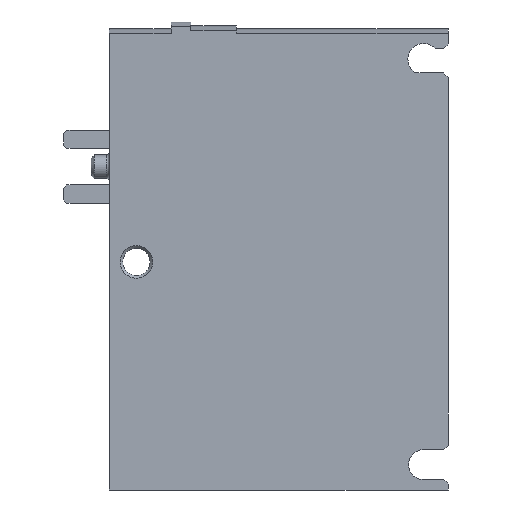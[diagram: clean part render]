
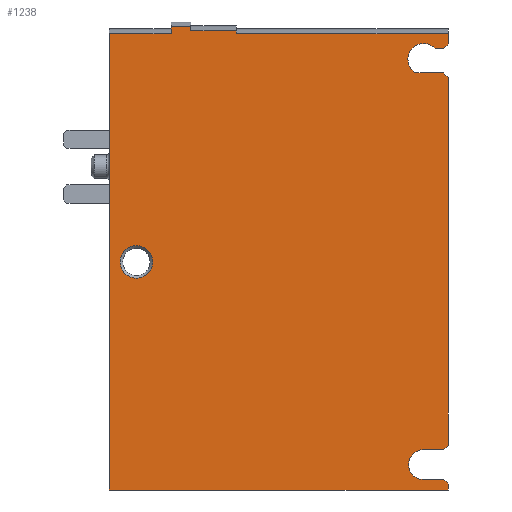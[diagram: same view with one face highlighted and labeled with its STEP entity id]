
A CAD part, left-side view. The second image highlights one B-rep face of the part: STEP entity #1238.
In plain terms, the highlighted planar face has unit normal (-1, 0, 0).
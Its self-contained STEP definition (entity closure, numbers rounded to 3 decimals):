
#37=LINE('',#1634,#127);
#48=LINE('',#1661,#138);
#49=LINE('',#1664,#139);
#50=LINE('',#1668,#140);
#51=LINE('',#1670,#141);
#52=LINE('',#1672,#142);
#53=LINE('',#1674,#143);
#54=LINE('',#1676,#144);
#55=LINE('',#1680,#145);
#56=LINE('',#1682,#146);
#57=LINE('',#1684,#147);
#58=LINE('',#1686,#148);
#59=LINE('',#1688,#149);
#60=LINE('',#1690,#150);
#61=LINE('',#1692,#151);
#62=LINE('',#1694,#152);
#63=LINE('',#1696,#153);
#64=LINE('',#1698,#154);
#65=LINE('',#1699,#155);
#66=LINE('',#1701,#156);
#127=VECTOR('',#1382,1000.);
#138=VECTOR('',#1399,1000.);
#139=VECTOR('',#1400,1000.);
#140=VECTOR('',#1403,1000.);
#141=VECTOR('',#1404,1000.);
#142=VECTOR('',#1405,1000.);
#143=VECTOR('',#1406,1000.);
#144=VECTOR('',#1407,1000.);
#145=VECTOR('',#1410,1000.);
#146=VECTOR('',#1411,1000.);
#147=VECTOR('',#1412,1000.);
#148=VECTOR('',#1413,1000.);
#149=VECTOR('',#1414,1000.);
#150=VECTOR('',#1415,1000.);
#151=VECTOR('',#1416,1000.);
#152=VECTOR('',#1417,1000.);
#153=VECTOR('',#1418,1000.);
#154=VECTOR('',#1419,1000.);
#155=VECTOR('',#1420,1000.);
#156=VECTOR('',#1421,1000.);
#230=ORIENTED_EDGE('',*,*,#466,.F.);
#231=ORIENTED_EDGE('',*,*,#467,.T.);
#232=ORIENTED_EDGE('',*,*,#468,.T.);
#233=ORIENTED_EDGE('',*,*,#469,.T.);
#234=ORIENTED_EDGE('',*,*,#470,.T.);
#235=ORIENTED_EDGE('',*,*,#471,.T.);
#236=ORIENTED_EDGE('',*,*,#472,.T.);
#237=ORIENTED_EDGE('',*,*,#473,.T.);
#238=ORIENTED_EDGE('',*,*,#474,.T.);
#239=ORIENTED_EDGE('',*,*,#475,.T.);
#240=ORIENTED_EDGE('',*,*,#476,.T.);
#241=ORIENTED_EDGE('',*,*,#477,.T.);
#242=ORIENTED_EDGE('',*,*,#478,.T.);
#243=ORIENTED_EDGE('',*,*,#479,.F.);
#244=ORIENTED_EDGE('',*,*,#480,.T.);
#245=ORIENTED_EDGE('',*,*,#481,.T.);
#246=ORIENTED_EDGE('',*,*,#482,.T.);
#247=ORIENTED_EDGE('',*,*,#483,.F.);
#248=ORIENTED_EDGE('',*,*,#484,.F.);
#249=ORIENTED_EDGE('',*,*,#485,.F.);
#250=ORIENTED_EDGE('',*,*,#454,.F.);
#251=ORIENTED_EDGE('',*,*,#486,.T.);
#252=ORIENTED_EDGE('',*,*,#487,.T.);
#454=EDGE_CURVE('',#572,#573,#37,.T.);
#466=EDGE_CURVE('',#584,#584,#657,.T.);
#467=EDGE_CURVE('',#585,#586,#48,.T.);
#468=EDGE_CURVE('',#586,#587,#49,.T.);
#469=EDGE_CURVE('',#587,#588,#658,.T.);
#470=EDGE_CURVE('',#588,#589,#50,.T.);
#471=EDGE_CURVE('',#589,#590,#51,.T.);
#472=EDGE_CURVE('',#590,#591,#52,.T.);
#473=EDGE_CURVE('',#591,#592,#53,.T.);
#474=EDGE_CURVE('',#592,#593,#54,.T.);
#475=EDGE_CURVE('',#593,#594,#659,.T.);
#476=EDGE_CURVE('',#594,#595,#55,.T.);
#477=EDGE_CURVE('',#595,#596,#56,.T.);
#478=EDGE_CURVE('',#596,#597,#57,.T.);
#479=EDGE_CURVE('',#598,#597,#58,.T.);
#480=EDGE_CURVE('',#598,#599,#59,.T.);
#481=EDGE_CURVE('',#599,#600,#60,.T.);
#482=EDGE_CURVE('',#600,#601,#61,.T.);
#483=EDGE_CURVE('',#602,#601,#62,.T.);
#484=EDGE_CURVE('',#603,#602,#63,.T.);
#485=EDGE_CURVE('',#573,#603,#64,.T.);
#486=EDGE_CURVE('',#572,#604,#65,.T.);
#487=EDGE_CURVE('',#604,#585,#66,.T.);
#572=VERTEX_POINT('',#1635);
#573=VERTEX_POINT('',#1636);
#584=VERTEX_POINT('',#1660);
#585=VERTEX_POINT('',#1662);
#586=VERTEX_POINT('',#1663);
#587=VERTEX_POINT('',#1665);
#588=VERTEX_POINT('',#1667);
#589=VERTEX_POINT('',#1669);
#590=VERTEX_POINT('',#1671);
#591=VERTEX_POINT('',#1673);
#592=VERTEX_POINT('',#1675);
#593=VERTEX_POINT('',#1677);
#594=VERTEX_POINT('',#1679);
#595=VERTEX_POINT('',#1681);
#596=VERTEX_POINT('',#1683);
#597=VERTEX_POINT('',#1685);
#598=VERTEX_POINT('',#1687);
#599=VERTEX_POINT('',#1689);
#600=VERTEX_POINT('',#1691);
#601=VERTEX_POINT('',#1693);
#602=VERTEX_POINT('',#1695);
#603=VERTEX_POINT('',#1697);
#604=VERTEX_POINT('',#1700);
#657=CIRCLE('',#1299,2.5);
#658=CIRCLE('',#1300,2.3);
#659=CIRCLE('',#1301,2.4);
#687=EDGE_LOOP('',(#230));
#688=EDGE_LOOP('',(#231,#232,#233,#234,#235,#236,#237,#238,#239,#240,#241,
#242,#243,#244,#245,#246,#247,#248,#249,#250,#251,#252));
#759=FACE_BOUND('',#687,.T.);
#760=FACE_BOUND('',#688,.T.);
#828=PLANE('',#1298);
#1238=ADVANCED_FACE('',(#759,#760),#828,.F.);
#1298=AXIS2_PLACEMENT_3D('',#1658,#1395,#1396);
#1299=AXIS2_PLACEMENT_3D('',#1659,#1397,#1398);
#1300=AXIS2_PLACEMENT_3D('',#1666,#1401,#1402);
#1301=AXIS2_PLACEMENT_3D('',#1678,#1408,#1409);
#1382=DIRECTION('',(0.,0.,1.));
#1395=DIRECTION('',(1.,0.,0.));
#1396=DIRECTION('',(0.,0.,-1.));
#1397=DIRECTION('',(-1.,0.,0.));
#1398=DIRECTION('',(0.,0.,1.));
#1399=DIRECTION('',(0.,0.707,0.707));
#1400=DIRECTION('',(0.,1.,0.));
#1401=DIRECTION('',(1.,0.,0.));
#1402=DIRECTION('',(0.,0.,-1.));
#1403=DIRECTION('',(0.,-1.,0.));
#1404=DIRECTION('',(0.,-0.707,0.707));
#1405=DIRECTION('',(0.,0.,1.));
#1406=DIRECTION('',(0.,0.707,0.707));
#1407=DIRECTION('',(0.,1.,0.));
#1408=DIRECTION('',(1.,0.,0.));
#1409=DIRECTION('',(0.,0.,-1.));
#1410=DIRECTION('',(0.,-1.,0.));
#1411=DIRECTION('',(0.,-0.707,0.707));
#1412=DIRECTION('',(0.,0.,1.));
#1413=DIRECTION('',(0.,-1.,0.));
#1414=DIRECTION('',(0.,0.,1.));
#1415=DIRECTION('',(0.,1.,0.));
#1416=DIRECTION('',(0.,0.,1.));
#1417=DIRECTION('',(0.,-1.,0.));
#1418=DIRECTION('',(0.,0.,1.));
#1419=DIRECTION('',(0.,-1.,0.));
#1420=DIRECTION('',(0.,-1.,0.));
#1421=DIRECTION('',(0.,0.,1.));
#1634=CARTESIAN_POINT('',(-5.,52.,-35.));
#1635=CARTESIAN_POINT('',(-5.,52.,-35.));
#1636=CARTESIAN_POINT('',(-5.,52.,35.024));
#1658=CARTESIAN_POINT('',(-5.,52.,-35.));
#1659=CARTESIAN_POINT('',(-5.,47.85,0.));
#1660=CARTESIAN_POINT('',(-5.,47.85,2.5));
#1661=CARTESIAN_POINT('',(-5.,0.,-34.1));
#1662=CARTESIAN_POINT('',(-5.,0.,-34.1));
#1663=CARTESIAN_POINT('',(-5.,0.7,-33.4));
#1664=CARTESIAN_POINT('',(-5.,0.7,-33.4));
#1665=CARTESIAN_POINT('',(-5.,3.8,-33.4));
#1666=CARTESIAN_POINT('',(-5.,3.8,-31.1));
#1667=CARTESIAN_POINT('',(-5.,3.8,-28.8));
#1668=CARTESIAN_POINT('',(-5.,3.8,-28.8));
#1669=CARTESIAN_POINT('',(-5.,0.7,-28.8));
#1670=CARTESIAN_POINT('',(-5.,0.7,-28.8));
#1671=CARTESIAN_POINT('',(-5.,0.,-28.1));
#1672=CARTESIAN_POINT('',(-5.,0.,-35.));
#1673=CARTESIAN_POINT('',(-5.,0.,28.25));
#1674=CARTESIAN_POINT('',(-5.,0.,28.25));
#1675=CARTESIAN_POINT('',(-5.,0.75,29.));
#1676=CARTESIAN_POINT('',(-5.,0.75,29.));
#1677=CARTESIAN_POINT('',(-5.,4.962,29.));
#1678=CARTESIAN_POINT('',(-5.,3.8,31.1));
#1679=CARTESIAN_POINT('',(-5.,2.011,32.7));
#1680=CARTESIAN_POINT('',(-5.,2.011,32.7));
#1681=CARTESIAN_POINT('',(-5.,0.75,32.7));
#1682=CARTESIAN_POINT('',(-5.,0.75,32.7));
#1683=CARTESIAN_POINT('',(-5.,0.,33.45));
#1684=CARTESIAN_POINT('',(-5.,0.,-35.));
#1685=CARTESIAN_POINT('',(-5.,0.,35.024));
#1686=CARTESIAN_POINT('',(-5.,52.,35.024));
#1687=CARTESIAN_POINT('',(-5.,32.5,35.024));
#1688=CARTESIAN_POINT('',(-5.,32.5,34.));
#1689=CARTESIAN_POINT('',(-5.,32.5,35.443));
#1690=CARTESIAN_POINT('',(-5.,32.5,35.443));
#1691=CARTESIAN_POINT('',(-5.,39.5,35.443));
#1692=CARTESIAN_POINT('',(-5.,39.5,33.6));
#1693=CARTESIAN_POINT('',(-5.,39.5,36.071));
#1694=CARTESIAN_POINT('',(-5.,42.5,36.071));
#1695=CARTESIAN_POINT('',(-5.,42.5,36.071));
#1696=CARTESIAN_POINT('',(-5.,42.5,33.6));
#1697=CARTESIAN_POINT('',(-5.,42.5,35.024));
#1698=CARTESIAN_POINT('',(-5.,52.,35.024));
#1699=CARTESIAN_POINT('',(-5.,52.,-35.));
#1700=CARTESIAN_POINT('',(-5.,0.,-35.));
#1701=CARTESIAN_POINT('',(-5.,0.,-35.));
